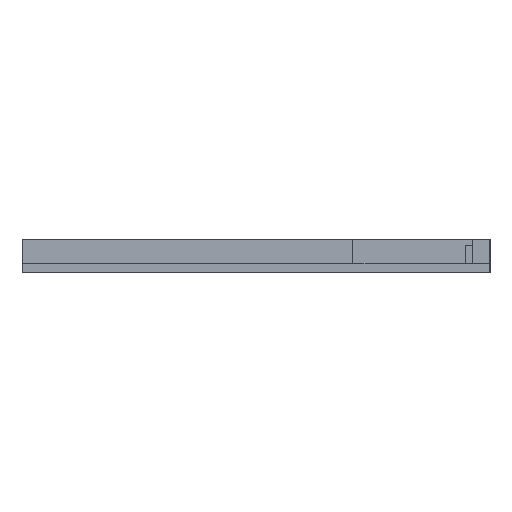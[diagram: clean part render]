
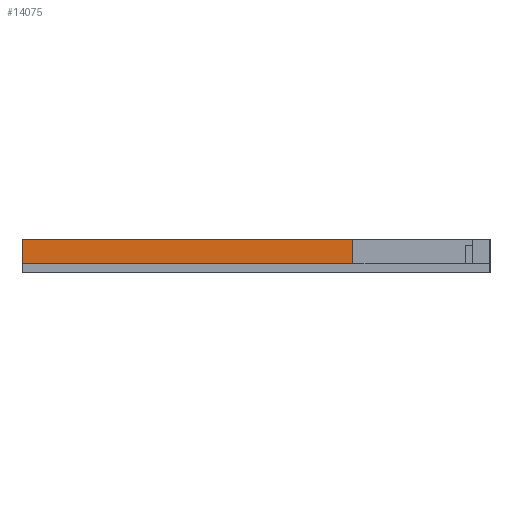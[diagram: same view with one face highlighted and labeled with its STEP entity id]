
A CAD part, left-side view. The second image highlights one B-rep face of the part: STEP entity #14075.
In plain terms, the highlighted planar face has unit normal (-1, 0, 0).
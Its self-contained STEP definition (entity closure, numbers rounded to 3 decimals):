
#72 = PLANE('',#73);
#73 = AXIS2_PLACEMENT_3D('',#74,#75,#76);
#74 = CARTESIAN_POINT('',(-147.8,-78.,0.));
#75 = DIRECTION('',(-1.,0.,0.));
#76 = DIRECTION('',(0.,1.,0.));
#5176 = VERTEX_POINT('',#5177);
#5177 = CARTESIAN_POINT('',(-147.8,78.,3.));
#5214 = PLANE('',#5215);
#5215 = AXIS2_PLACEMENT_3D('',#5216,#5217,#5218);
#5216 = CARTESIAN_POINT('',(-147.8,78.,3.));
#5217 = DIRECTION('',(0.,1.,0.));
#5218 = DIRECTION('',(1.,0.,0.));
#5303 = VERTEX_POINT('',#5304);
#5304 = CARTESIAN_POINT('',(-147.8,-32.3,3.));
#5330 = EDGE_CURVE('',#5303,#5176,#5331,.T.);
#5331 = SURFACE_CURVE('',#5332,(#5336,#5343),.PCURVE_S1.);
#5332 = LINE('',#5333,#5334);
#5333 = CARTESIAN_POINT('',(-147.8,-78.,3.));
#5334 = VECTOR('',#5335,1.);
#5335 = DIRECTION('',(0.,1.,0.));
#5336 = PCURVE('',#72,#5337);
#5337 = DEFINITIONAL_REPRESENTATION('',(#5338),#5342);
#5338 = LINE('',#5339,#5340);
#5339 = CARTESIAN_POINT('',(0.,-3.));
#5340 = VECTOR('',#5341,1.);
#5341 = DIRECTION('',(1.,0.));
#5342 = ( GEOMETRIC_REPRESENTATION_CONTEXT(2) 
PARAMETRIC_REPRESENTATION_CONTEXT() REPRESENTATION_CONTEXT('2D SPACE',''
  ) );
#5343 = PCURVE('',#5344,#5349);
#5344 = PLANE('',#5345);
#5345 = AXIS2_PLACEMENT_3D('',#5346,#5347,#5348);
#5346 = CARTESIAN_POINT('',(-147.8,-78.,3.));
#5347 = DIRECTION('',(-1.,0.,0.));
#5348 = DIRECTION('',(0.,1.,0.));
#5349 = DEFINITIONAL_REPRESENTATION('',(#5350),#5354);
#5350 = LINE('',#5351,#5352);
#5351 = CARTESIAN_POINT('',(0.,0.));
#5352 = VECTOR('',#5353,1.);
#5353 = DIRECTION('',(1.,0.));
#5354 = ( GEOMETRIC_REPRESENTATION_CONTEXT(2) 
PARAMETRIC_REPRESENTATION_CONTEXT() REPRESENTATION_CONTEXT('2D SPACE',''
  ) );
#13846 = EDGE_CURVE('',#5176,#13847,#13849,.T.);
#13847 = VERTEX_POINT('',#13848);
#13848 = CARTESIAN_POINT('',(-147.8,78.,11.));
#13849 = SURFACE_CURVE('',#13850,(#13854,#13861),.PCURVE_S1.);
#13850 = LINE('',#13851,#13852);
#13851 = CARTESIAN_POINT('',(-147.8,78.,3.));
#13852 = VECTOR('',#13853,1.);
#13853 = DIRECTION('',(0.,0.,1.));
#13854 = PCURVE('',#5214,#13855);
#13855 = DEFINITIONAL_REPRESENTATION('',(#13856),#13860);
#13856 = LINE('',#13857,#13858);
#13857 = CARTESIAN_POINT('',(0.,0.));
#13858 = VECTOR('',#13859,1.);
#13859 = DIRECTION('',(0.,-1.));
#13860 = ( GEOMETRIC_REPRESENTATION_CONTEXT(2) 
PARAMETRIC_REPRESENTATION_CONTEXT() REPRESENTATION_CONTEXT('2D SPACE',''
  ) );
#13861 = PCURVE('',#5344,#13862);
#13862 = DEFINITIONAL_REPRESENTATION('',(#13863),#13867);
#13863 = LINE('',#13864,#13865);
#13864 = CARTESIAN_POINT('',(156.,0.));
#13865 = VECTOR('',#13866,1.);
#13866 = DIRECTION('',(0.,-1.));
#13867 = ( GEOMETRIC_REPRESENTATION_CONTEXT(2) 
PARAMETRIC_REPRESENTATION_CONTEXT() REPRESENTATION_CONTEXT('2D SPACE',''
  ) );
#13885 = PLANE('',#13886);
#13886 = AXIS2_PLACEMENT_3D('',#13887,#13888,#13889);
#13887 = CARTESIAN_POINT('',(-147.8,78.,11.));
#13888 = DIRECTION('',(0.,0.,1.));
#13889 = DIRECTION('',(1.,0.,0.));
#14063 = PLANE('',#14064);
#14064 = AXIS2_PLACEMENT_3D('',#14065,#14066,#14067);
#14065 = CARTESIAN_POINT('',(-147.8,-32.3,3.));
#14066 = DIRECTION('',(0.,-1.,0.));
#14067 = DIRECTION('',(0.,0.,1.));
#14075 = ADVANCED_FACE('',(#14076),#5344,.T.);
#14076 = FACE_BOUND('',#14077,.T.);
#14077 = EDGE_LOOP('',(#14078,#14079,#14102,#14123));
#14078 = ORIENTED_EDGE('',*,*,#5330,.F.);
#14079 = ORIENTED_EDGE('',*,*,#14080,.T.);
#14080 = EDGE_CURVE('',#5303,#14081,#14083,.T.);
#14081 = VERTEX_POINT('',#14082);
#14082 = CARTESIAN_POINT('',(-147.8,-32.3,11.));
#14083 = SURFACE_CURVE('',#14084,(#14088,#14095),.PCURVE_S1.);
#14084 = LINE('',#14085,#14086);
#14085 = CARTESIAN_POINT('',(-147.8,-32.3,3.));
#14086 = VECTOR('',#14087,1.);
#14087 = DIRECTION('',(0.,0.,1.));
#14088 = PCURVE('',#5344,#14089);
#14089 = DEFINITIONAL_REPRESENTATION('',(#14090),#14094);
#14090 = LINE('',#14091,#14092);
#14091 = CARTESIAN_POINT('',(45.7,0.));
#14092 = VECTOR('',#14093,1.);
#14093 = DIRECTION('',(0.,-1.));
#14094 = ( GEOMETRIC_REPRESENTATION_CONTEXT(2) 
PARAMETRIC_REPRESENTATION_CONTEXT() REPRESENTATION_CONTEXT('2D SPACE',''
  ) );
#14095 = PCURVE('',#14063,#14096);
#14096 = DEFINITIONAL_REPRESENTATION('',(#14097),#14101);
#14097 = LINE('',#14098,#14099);
#14098 = CARTESIAN_POINT('',(0.,0.));
#14099 = VECTOR('',#14100,1.);
#14100 = DIRECTION('',(1.,0.));
#14101 = ( GEOMETRIC_REPRESENTATION_CONTEXT(2) 
PARAMETRIC_REPRESENTATION_CONTEXT() REPRESENTATION_CONTEXT('2D SPACE',''
  ) );
#14102 = ORIENTED_EDGE('',*,*,#14103,.T.);
#14103 = EDGE_CURVE('',#14081,#13847,#14104,.T.);
#14104 = SURFACE_CURVE('',#14105,(#14109,#14116),.PCURVE_S1.);
#14105 = LINE('',#14106,#14107);
#14106 = CARTESIAN_POINT('',(-147.8,-78.,11.));
#14107 = VECTOR('',#14108,1.);
#14108 = DIRECTION('',(0.,1.,0.));
#14109 = PCURVE('',#5344,#14110);
#14110 = DEFINITIONAL_REPRESENTATION('',(#14111),#14115);
#14111 = LINE('',#14112,#14113);
#14112 = CARTESIAN_POINT('',(0.,-8.));
#14113 = VECTOR('',#14114,1.);
#14114 = DIRECTION('',(1.,0.));
#14115 = ( GEOMETRIC_REPRESENTATION_CONTEXT(2) 
PARAMETRIC_REPRESENTATION_CONTEXT() REPRESENTATION_CONTEXT('2D SPACE',''
  ) );
#14116 = PCURVE('',#13885,#14117);
#14117 = DEFINITIONAL_REPRESENTATION('',(#14118),#14122);
#14118 = LINE('',#14119,#14120);
#14119 = CARTESIAN_POINT('',(0.,-156.));
#14120 = VECTOR('',#14121,1.);
#14121 = DIRECTION('',(0.,1.));
#14122 = ( GEOMETRIC_REPRESENTATION_CONTEXT(2) 
PARAMETRIC_REPRESENTATION_CONTEXT() REPRESENTATION_CONTEXT('2D SPACE',''
  ) );
#14123 = ORIENTED_EDGE('',*,*,#13846,.F.);
